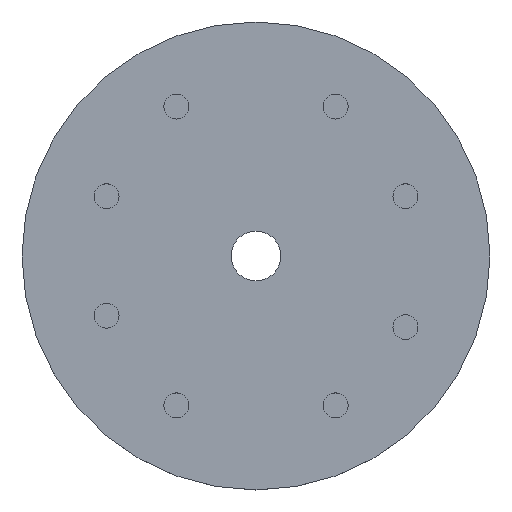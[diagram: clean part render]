
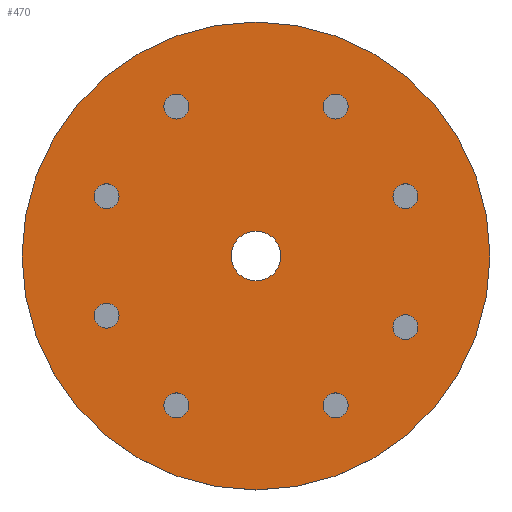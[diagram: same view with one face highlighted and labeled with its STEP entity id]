
A CAD part, top view. The second image highlights one B-rep face of the part: STEP entity #470.
In plain terms, the highlighted planar face has unit normal (0, 0, 1).
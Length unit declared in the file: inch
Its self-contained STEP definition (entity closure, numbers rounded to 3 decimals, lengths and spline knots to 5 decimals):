
#29=CARTESIAN_POINT('',(0.,0.,1.5));
#30=DIRECTION('',(0.,0.,1.));
#31=DIRECTION('',(1.,0.,0.));
#32=AXIS2_PLACEMENT_3D('',#29,#30,#31);
#34=CARTESIAN_POINT('',(0.,0.,1.5));
#35=DIRECTION('',(0.,0.,1.));
#36=DIRECTION('',(-1.,0.,0.));
#37=AXIS2_PLACEMENT_3D('',#34,#35,#36);
#39=CARTESIAN_POINT('',(0.,0.,1.5));
#40=DIRECTION('',(0.,0.,1.));
#41=DIRECTION('',(1.,0.,0.));
#42=AXIS2_PLACEMENT_3D('',#39,#40,#41);
#44=CARTESIAN_POINT('',(0.,0.,1.5));
#45=DIRECTION('',(0.,0.,1.));
#46=DIRECTION('',(-1.,0.,0.));
#47=AXIS2_PLACEMENT_3D('',#44,#45,#46);
#49=CARTESIAN_POINT('',(-15.,6.,1.5));
#50=DIRECTION('',(0.,0.,1.));
#51=DIRECTION('',(1.,0.,0.));
#52=AXIS2_PLACEMENT_3D('',#49,#50,#51);
#54=CARTESIAN_POINT('',(-15.,6.,1.5));
#55=DIRECTION('',(0.,0.,1.));
#56=DIRECTION('',(-1.,0.,0.));
#57=AXIS2_PLACEMENT_3D('',#54,#55,#56);
#59=CARTESIAN_POINT('',(-8.,15.,1.5));
#60=DIRECTION('',(0.,0.,1.));
#61=DIRECTION('',(1.,0.,0.));
#62=AXIS2_PLACEMENT_3D('',#59,#60,#61);
#64=CARTESIAN_POINT('',(-8.,15.,1.5));
#65=DIRECTION('',(0.,0.,1.));
#66=DIRECTION('',(-1.,0.,0.));
#67=AXIS2_PLACEMENT_3D('',#64,#65,#66);
#69=CARTESIAN_POINT('',(8.,15.,1.5));
#70=DIRECTION('',(0.,0.,1.));
#71=DIRECTION('',(1.,0.,0.));
#72=AXIS2_PLACEMENT_3D('',#69,#70,#71);
#74=CARTESIAN_POINT('',(8.,15.,1.5));
#75=DIRECTION('',(0.,0.,1.));
#76=DIRECTION('',(-1.,0.,0.));
#77=AXIS2_PLACEMENT_3D('',#74,#75,#76);
#79=CARTESIAN_POINT('',(15.,6.,1.5));
#80=DIRECTION('',(0.,0.,1.));
#81=DIRECTION('',(1.,0.,0.));
#82=AXIS2_PLACEMENT_3D('',#79,#80,#81);
#84=CARTESIAN_POINT('',(15.,6.,1.5));
#85=DIRECTION('',(0.,0.,1.));
#86=DIRECTION('',(-1.,0.,0.));
#87=AXIS2_PLACEMENT_3D('',#84,#85,#86);
#89=CARTESIAN_POINT('',(15.,-7.14246,1.5));
#90=DIRECTION('',(0.,0.,1.));
#91=DIRECTION('',(1.,0.,0.));
#92=AXIS2_PLACEMENT_3D('',#89,#90,#91);
#94=CARTESIAN_POINT('',(15.,-7.14246,1.5));
#95=DIRECTION('',(0.,0.,1.));
#96=DIRECTION('',(-1.,0.,0.));
#97=AXIS2_PLACEMENT_3D('',#94,#95,#96);
#99=CARTESIAN_POINT('',(8.,-15.,1.5));
#100=DIRECTION('',(0.,0.,1.));
#101=DIRECTION('',(1.,0.,0.));
#102=AXIS2_PLACEMENT_3D('',#99,#100,#101);
#104=CARTESIAN_POINT('',(8.,-15.,1.5));
#105=DIRECTION('',(0.,0.,1.));
#106=DIRECTION('',(-1.,0.,0.));
#107=AXIS2_PLACEMENT_3D('',#104,#105,#106);
#109=CARTESIAN_POINT('',(-8.,-15.,1.5));
#110=DIRECTION('',(0.,0.,1.));
#111=DIRECTION('',(1.,0.,0.));
#112=AXIS2_PLACEMENT_3D('',#109,#110,#111);
#114=CARTESIAN_POINT('',(-8.,-15.,1.5));
#115=DIRECTION('',(0.,0.,1.));
#116=DIRECTION('',(-1.,0.,0.));
#117=AXIS2_PLACEMENT_3D('',#114,#115,#116);
#119=CARTESIAN_POINT('',(-15.,-6.,1.5));
#120=DIRECTION('',(0.,0.,1.));
#121=DIRECTION('',(1.,0.,0.));
#122=AXIS2_PLACEMENT_3D('',#119,#120,#121);
#124=CARTESIAN_POINT('',(-15.,-6.,1.5));
#125=DIRECTION('',(0.,0.,1.));
#126=DIRECTION('',(-1.,0.,0.));
#127=AXIS2_PLACEMENT_3D('',#124,#125,#126);
#285=CARTESIAN_POINT('',(23.5,0.,1.5));
#286=CARTESIAN_POINT('',(-23.5,0.,1.5));
#287=VERTEX_POINT('',#285);
#288=VERTEX_POINT('',#286);
#293=CARTESIAN_POINT('',(2.5,0.,1.5));
#294=CARTESIAN_POINT('',(-2.5,0.,1.5));
#295=VERTEX_POINT('',#293);
#296=VERTEX_POINT('',#294);
#329=CARTESIAN_POINT('',(-13.75,6.,1.5));
#330=CARTESIAN_POINT('',(-16.25,6.,1.5));
#331=VERTEX_POINT('',#329);
#332=VERTEX_POINT('',#330);
#333=CARTESIAN_POINT('',(-6.75,15.,1.5));
#334=CARTESIAN_POINT('',(-9.25,15.,1.5));
#335=VERTEX_POINT('',#333);
#336=VERTEX_POINT('',#334);
#337=CARTESIAN_POINT('',(9.25,15.,1.5));
#338=CARTESIAN_POINT('',(6.75,15.,1.5));
#339=VERTEX_POINT('',#337);
#340=VERTEX_POINT('',#338);
#341=CARTESIAN_POINT('',(16.25,6.,1.5));
#342=CARTESIAN_POINT('',(13.75,6.,1.5));
#343=VERTEX_POINT('',#341);
#344=VERTEX_POINT('',#342);
#345=CARTESIAN_POINT('',(16.25,-7.14246,1.5));
#346=CARTESIAN_POINT('',(13.75,-7.14246,1.5));
#347=VERTEX_POINT('',#345);
#348=VERTEX_POINT('',#346);
#349=CARTESIAN_POINT('',(9.25,-15.,1.5));
#350=CARTESIAN_POINT('',(6.75,-15.,1.5));
#351=VERTEX_POINT('',#349);
#352=VERTEX_POINT('',#350);
#353=CARTESIAN_POINT('',(-6.75,-15.,1.5));
#354=CARTESIAN_POINT('',(-9.25,-15.,1.5));
#355=VERTEX_POINT('',#353);
#356=VERTEX_POINT('',#354);
#357=CARTESIAN_POINT('',(-13.75,-6.,1.5));
#358=CARTESIAN_POINT('',(-16.25,-6.,1.5));
#359=VERTEX_POINT('',#357);
#360=VERTEX_POINT('',#358);
#407=CARTESIAN_POINT('',(0.,0.,1.5));
#408=DIRECTION('',(0.,0.,1.));
#409=DIRECTION('',(1.,0.,0.));
#410=AXIS2_PLACEMENT_3D('',#407,#408,#409);
#411=PLANE('',#410);
#412=ORIENTED_EDGE('',*,*,#387,.F.);
#413=ORIENTED_EDGE('',*,*,#401,.F.);
#414=EDGE_LOOP('',(#412,#413));
#415=FACE_OUTER_BOUND('',#414,.F.);
#417=ORIENTED_EDGE('',*,*,#416,.T.);
#419=ORIENTED_EDGE('',*,*,#418,.T.);
#420=EDGE_LOOP('',(#417,#419));
#421=FACE_BOUND('',#420,.F.);
#423=ORIENTED_EDGE('',*,*,#422,.T.);
#425=ORIENTED_EDGE('',*,*,#424,.T.);
#426=EDGE_LOOP('',(#423,#425));
#427=FACE_BOUND('',#426,.F.);
#429=ORIENTED_EDGE('',*,*,#428,.T.);
#431=ORIENTED_EDGE('',*,*,#430,.T.);
#432=EDGE_LOOP('',(#429,#431));
#433=FACE_BOUND('',#432,.F.);
#435=ORIENTED_EDGE('',*,*,#434,.T.);
#437=ORIENTED_EDGE('',*,*,#436,.T.);
#438=EDGE_LOOP('',(#435,#437));
#439=FACE_BOUND('',#438,.F.);
#441=ORIENTED_EDGE('',*,*,#440,.T.);
#443=ORIENTED_EDGE('',*,*,#442,.T.);
#444=EDGE_LOOP('',(#441,#443));
#445=FACE_BOUND('',#444,.F.);
#447=ORIENTED_EDGE('',*,*,#446,.T.);
#449=ORIENTED_EDGE('',*,*,#448,.T.);
#450=EDGE_LOOP('',(#447,#449));
#451=FACE_BOUND('',#450,.F.);
#453=ORIENTED_EDGE('',*,*,#452,.T.);
#455=ORIENTED_EDGE('',*,*,#454,.T.);
#456=EDGE_LOOP('',(#453,#455));
#457=FACE_BOUND('',#456,.F.);
#459=ORIENTED_EDGE('',*,*,#458,.T.);
#461=ORIENTED_EDGE('',*,*,#460,.T.);
#462=EDGE_LOOP('',(#459,#461));
#463=FACE_BOUND('',#462,.F.);
#465=ORIENTED_EDGE('',*,*,#464,.T.);
#467=ORIENTED_EDGE('',*,*,#466,.T.);
#468=EDGE_LOOP('',(#465,#467));
#469=FACE_BOUND('',#468,.F.);
#470=ADVANCED_FACE('',(#415,#421,#427,#433,#439,#445,#451,#457,#463,#469),#411,
.T.);
#33=CIRCLE('',#32,23.5);
#38=CIRCLE('',#37,23.5);
#43=CIRCLE('',#42,2.5);
#48=CIRCLE('',#47,2.5);
#53=CIRCLE('',#52,1.25);
#58=CIRCLE('',#57,1.25);
#63=CIRCLE('',#62,1.25);
#68=CIRCLE('',#67,1.25);
#73=CIRCLE('',#72,1.25);
#78=CIRCLE('',#77,1.25);
#83=CIRCLE('',#82,1.25);
#88=CIRCLE('',#87,1.25);
#93=CIRCLE('',#92,1.25);
#98=CIRCLE('',#97,1.25);
#103=CIRCLE('',#102,1.25);
#108=CIRCLE('',#107,1.25);
#113=CIRCLE('',#112,1.25);
#118=CIRCLE('',#117,1.25);
#123=CIRCLE('',#122,1.25);
#128=CIRCLE('',#127,1.25);
#387=EDGE_CURVE('',#287,#288,#33,.T.);
#401=EDGE_CURVE('',#288,#287,#38,.T.);
#416=EDGE_CURVE('',#295,#296,#43,.T.);
#418=EDGE_CURVE('',#296,#295,#48,.T.);
#422=EDGE_CURVE('',#331,#332,#53,.T.);
#424=EDGE_CURVE('',#332,#331,#58,.T.);
#428=EDGE_CURVE('',#335,#336,#63,.T.);
#430=EDGE_CURVE('',#336,#335,#68,.T.);
#434=EDGE_CURVE('',#339,#340,#73,.T.);
#436=EDGE_CURVE('',#340,#339,#78,.T.);
#440=EDGE_CURVE('',#343,#344,#83,.T.);
#442=EDGE_CURVE('',#344,#343,#88,.T.);
#446=EDGE_CURVE('',#347,#348,#93,.T.);
#448=EDGE_CURVE('',#348,#347,#98,.T.);
#452=EDGE_CURVE('',#351,#352,#103,.T.);
#454=EDGE_CURVE('',#352,#351,#108,.T.);
#458=EDGE_CURVE('',#355,#356,#113,.T.);
#460=EDGE_CURVE('',#356,#355,#118,.T.);
#464=EDGE_CURVE('',#359,#360,#123,.T.);
#466=EDGE_CURVE('',#360,#359,#128,.T.);
